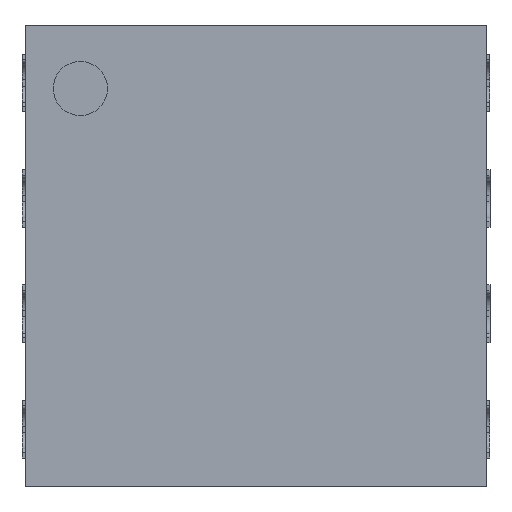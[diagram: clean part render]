
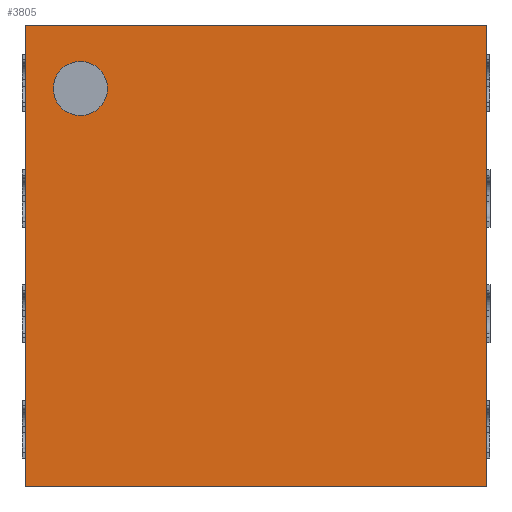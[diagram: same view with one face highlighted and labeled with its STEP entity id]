
A CAD part, top view. The second image highlights one B-rep face of the part: STEP entity #3805.
In plain terms, the highlighted planar face has unit normal (0, 0, 1).
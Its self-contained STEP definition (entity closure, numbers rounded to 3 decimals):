
#51=PLANE('',#4032);
#255=LINE('',#5375,#573);
#271=LINE('',#5414,#589);
#309=LINE('',#5521,#627);
#310=LINE('',#5523,#628);
#573=VECTOR('',#4479,1000.);
#589=VECTOR('',#4509,1000.);
#627=VECTOR('',#4593,1000.);
#628=VECTOR('',#4596,1000.);
#1105=ORIENTED_EDGE('',*,*,#1868,.T.);
#1106=ORIENTED_EDGE('',*,*,#1866,.T.);
#1107=ORIENTED_EDGE('',*,*,#1785,.T.);
#1108=ORIENTED_EDGE('',*,*,#1867,.T.);
#1109=ORIENTED_EDGE('',*,*,#1807,.T.);
#1785=EDGE_CURVE('',#2179,#2178,#255,.T.);
#1807=EDGE_CURVE('',#2195,#2194,#271,.T.);
#1866=EDGE_CURVE('',#2194,#2179,#309,.T.);
#1867=EDGE_CURVE('',#2178,#2195,#310,.T.);
#1868=EDGE_CURVE('',#2241,#2241,#2374,.T.);
#2178=VERTEX_POINT('',#5374);
#2179=VERTEX_POINT('',#5376);
#2194=VERTEX_POINT('',#5413);
#2195=VERTEX_POINT('',#5415);
#2241=VERTEX_POINT('',#5526);
#2374=CIRCLE('',#4033,0.117);
#2441=EDGE_LOOP('',(#1105));
#2442=EDGE_LOOP('',(#1106,#1107,#1108,#1109));
#2589=FACE_BOUND('',#2441,.T.);
#2590=FACE_BOUND('',#2442,.T.);
#3805=ADVANCED_FACE('',(#2589,#2590),#51,.T.);
#4032=AXIS2_PLACEMENT_3D('',#5524,#4597,#4598);
#4033=AXIS2_PLACEMENT_3D('',#5525,#4599,#4600);
#4479=DIRECTION('',(0.,1.,0.));
#4509=DIRECTION('',(0.,-1.,0.));
#4593=DIRECTION('',(1.,0.,0.));
#4596=DIRECTION('',(-1.,0.,0.));
#4597=DIRECTION('',(0.,0.,1.));
#4598=DIRECTION('',(1.,0.,0.));
#4599=DIRECTION('',(0.,0.,-1.));
#4600=DIRECTION('',(1.,0.,0.));
#5374=CARTESIAN_POINT('',(1.,1.,0.8));
#5375=CARTESIAN_POINT('',(1.,-1.,0.8));
#5376=CARTESIAN_POINT('',(1.,-1.,0.8));
#5413=CARTESIAN_POINT('',(-1.,-1.,0.8));
#5414=CARTESIAN_POINT('',(-1.,1.,0.8));
#5415=CARTESIAN_POINT('',(-1.,1.,0.8));
#5521=CARTESIAN_POINT('',(-1.,-1.,0.8));
#5523=CARTESIAN_POINT('',(1.,1.,0.8));
#5524=CARTESIAN_POINT('',(0.,0.,0.8));
#5525=CARTESIAN_POINT('',(-0.761,0.725,0.8));
#5526=CARTESIAN_POINT('',(-0.644,0.725,0.8));
